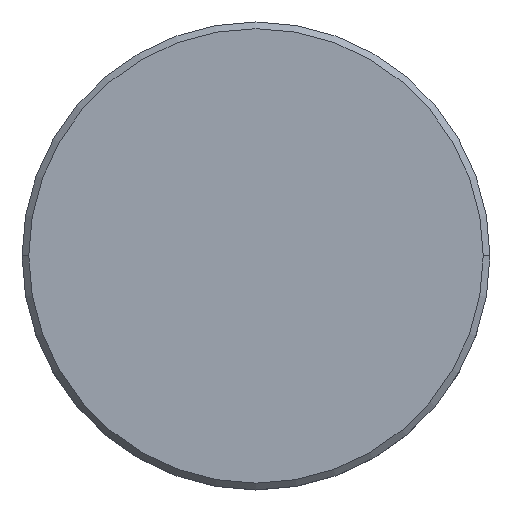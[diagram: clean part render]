
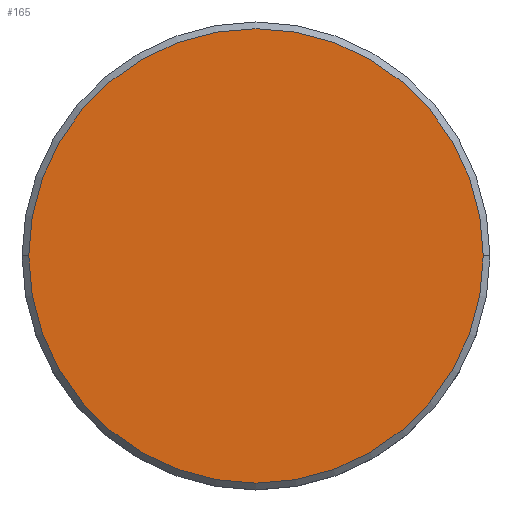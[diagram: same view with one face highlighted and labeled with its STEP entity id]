
A CAD part, top view. The second image highlights one B-rep face of the part: STEP entity #165.
In plain terms, the highlighted planar face has unit normal (0, 0, 1).
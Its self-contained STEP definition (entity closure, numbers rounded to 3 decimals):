
#8 = ORIENTED_EDGE ( 'NONE', *, *, #350, .T. ) ;
#70 = CARTESIAN_POINT ( 'NONE',  ( 0., 0., 0. ) ) ;
#143 = EDGE_CURVE ( 'NONE', #495, #423, #261, .T. ) ;
#165 = ADVANCED_FACE ( 'NONE', ( #676 ), #689, .T. ) ;
#224 = ORIENTED_EDGE ( 'NONE', *, *, #143, .T. ) ;
#234 = CARTESIAN_POINT ( 'NONE',  ( 0., 0., 0. ) ) ;
#245 = DIRECTION ( 'NONE',  ( 1., 0., 0. ) ) ;
#261 = CIRCLE ( 'NONE', #527, 17. ) ;
#274 = DIRECTION ( 'NONE',  ( 0., 0., 1. ) ) ;
#350 = EDGE_CURVE ( 'NONE', #423, #495, #1137, .T. ) ;
#359 = EDGE_LOOP ( 'NONE', ( #224, #8 ) ) ;
#366 = DIRECTION ( 'NONE',  ( 1., 0., 0. ) ) ;
#423 = VERTEX_POINT ( 'NONE', #956 ) ;
#495 = VERTEX_POINT ( 'NONE', #1173 ) ;
#499 = DIRECTION ( 'NONE',  ( 0., 0., 1. ) ) ;
#527 = AXIS2_PLACEMENT_3D ( 'NONE', #234, #499, #854 ) ;
#660 = CARTESIAN_POINT ( 'NONE',  ( 0., 0., 0. ) ) ;
#676 = FACE_OUTER_BOUND ( 'NONE', #359, .T. ) ;
#689 = PLANE ( 'NONE',  #718 ) ;
#695 = DIRECTION ( 'NONE',  ( 0., 0., 1. ) ) ;
#718 = AXIS2_PLACEMENT_3D ( 'NONE', #660, #274, #366 ) ;
#854 = DIRECTION ( 'NONE',  ( 1., 0., 0. ) ) ;
#938 = AXIS2_PLACEMENT_3D ( 'NONE', #70, #695, #245 ) ;
#956 = CARTESIAN_POINT ( 'NONE',  ( 17., 0., 0. ) ) ;
#1137 = CIRCLE ( 'NONE', #938, 17. ) ;
#1173 = CARTESIAN_POINT ( 'NONE',  ( -17., 0., 0. ) ) ;
